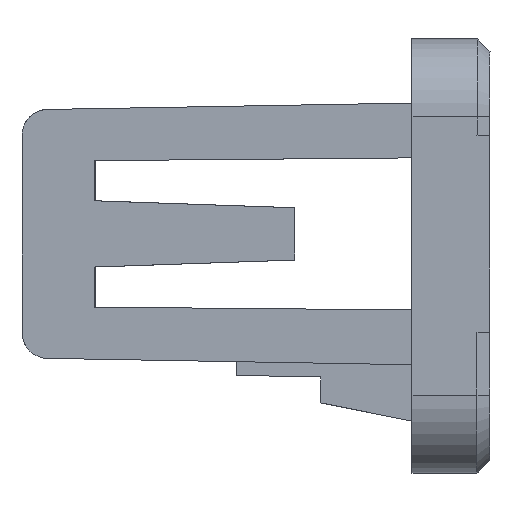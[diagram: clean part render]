
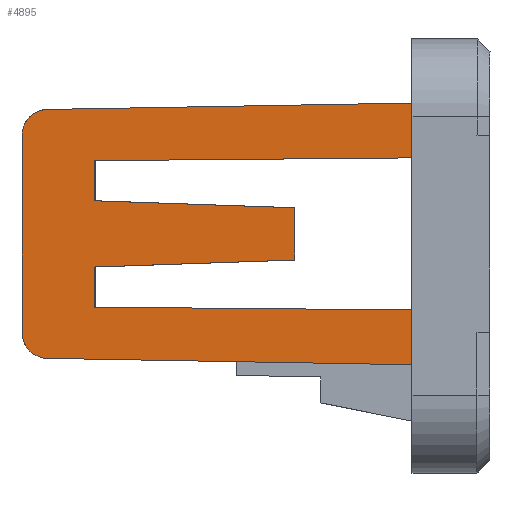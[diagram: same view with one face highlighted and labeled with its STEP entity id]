
A CAD part, front view. The second image highlights one B-rep face of the part: STEP entity #4895.
In plain terms, the highlighted planar face has unit normal (-0.009, -1, 0).
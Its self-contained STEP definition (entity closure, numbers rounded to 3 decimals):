
#534=CARTESIAN_POINT('',(-3.,-12.783,3.78));
#535=VERTEX_POINT('',#534);
#542=CARTESIAN_POINT('',(-3.,-12.783,2.924));
#543=VERTEX_POINT('',#542);
#544=CARTESIAN_POINT('',(-3.,-12.783,2.924));
#545=DIRECTION('',(0.,0.,1.));
#546=VECTOR('',#545,0.856);
#547=LINE('',#544,#546);
#548=EDGE_CURVE('',#543,#535,#547,.T.);
#550=CARTESIAN_POINT('',(-3.,-12.783,-2.924));
#551=VERTEX_POINT('',#550);
#558=CARTESIAN_POINT('',(-3.,-12.783,-3.78));
#559=VERTEX_POINT('',#558);
#560=CARTESIAN_POINT('',(-3.,-12.783,-3.78));
#561=DIRECTION('',(0.,0.,1.));
#562=VECTOR('',#561,0.856);
#563=LINE('',#560,#562);
#564=EDGE_CURVE('',#559,#551,#563,.T.);
#3144=CARTESIAN_POINT('',(-15.196,-12.676,2.817));
#3145=VERTEX_POINT('',#3144);
#3146=CARTESIAN_POINT('',(-15.196,-12.676,2.817));
#3147=DIRECTION('',(1.,-0.009,0.009));
#3148=VECTOR('',#3147,12.197);
#3149=LINE('',#3146,#3148);
#3150=EDGE_CURVE('',#3145,#543,#3149,.T.);
#4757=CARTESIAN_POINT('',(-1.,-12.8,3.85));
#4758=VERTEX_POINT('',#4757);
#4765=CARTESIAN_POINT('',(-1.,-12.8,3.85));
#4766=DIRECTION('',(-0.999,0.009,-0.035));
#4767=VECTOR('',#4766,2.001);
#4768=LINE('',#4765,#4767);
#4769=EDGE_CURVE('',#4758,#535,#4768,.T.);
#4776=CARTESIAN_POINT('',(-21.254,-12.623,6.08));
#4777=DIRECTION('',(0.,0.,-1.));
#4778=DIRECTION('',(-0.009,-1.,-0.));
#4779=AXIS2_PLACEMENT_3D('',#4776,#4778,#4777);
#4780=PLANE('',#4779);
#4781=CARTESIAN_POINT('',(-15.196,-12.676,-1.274));
#4782=VERTEX_POINT('',#4781);
#4783=CARTESIAN_POINT('',(-15.196,-12.676,-2.817));
#4784=VERTEX_POINT('',#4783);
#4785=CARTESIAN_POINT('',(-15.196,-12.676,-1.274));
#4786=DIRECTION('',(0.,0.,-1.));
#4787=VECTOR('',#4786,1.543);
#4788=LINE('',#4785,#4787);
#4789=EDGE_CURVE('',#4782,#4784,#4788,.T.);
#4790=ORIENTED_EDGE('',*,*,#4789,.F.);
#4791=CARTESIAN_POINT('',(-7.5,-12.743,-1.005));
#4792=VERTEX_POINT('',#4791);
#4793=CARTESIAN_POINT('',(-7.5,-12.743,-1.005));
#4794=DIRECTION('',(-0.999,0.009,-0.035));
#4795=VECTOR('',#4794,7.701);
#4796=LINE('',#4793,#4795);
#4797=EDGE_CURVE('',#4792,#4782,#4796,.T.);
#4798=ORIENTED_EDGE('',*,*,#4797,.F.);
#4799=CARTESIAN_POINT('',(-7.5,-12.743,1.005));
#4800=VERTEX_POINT('',#4799);
#4801=CARTESIAN_POINT('',(-7.5,-12.743,1.005));
#4802=DIRECTION('',(0.,0.,-1.));
#4803=VECTOR('',#4802,2.01);
#4804=LINE('',#4801,#4803);
#4805=EDGE_CURVE('',#4800,#4792,#4804,.T.);
#4806=ORIENTED_EDGE('',*,*,#4805,.F.);
#4807=CARTESIAN_POINT('',(-15.196,-12.676,1.274));
#4808=VERTEX_POINT('',#4807);
#4809=CARTESIAN_POINT('',(-15.196,-12.676,1.274));
#4810=DIRECTION('',(0.999,-0.009,-0.035));
#4811=VECTOR('',#4810,7.701);
#4812=LINE('',#4809,#4811);
#4813=EDGE_CURVE('',#4808,#4800,#4812,.T.);
#4814=ORIENTED_EDGE('',*,*,#4813,.F.);
#4815=CARTESIAN_POINT('',(-15.196,-12.676,2.817));
#4816=DIRECTION('',(0.,0.,-1.));
#4817=VECTOR('',#4816,1.543);
#4818=LINE('',#4815,#4817);
#4819=EDGE_CURVE('',#3145,#4808,#4818,.T.);
#4820=ORIENTED_EDGE('',*,*,#4819,.F.);
#4821=ORIENTED_EDGE('',*,*,#3150,.T.);
#4822=ORIENTED_EDGE('',*,*,#548,.T.);
#4823=ORIENTED_EDGE('',*,*,#4769,.F.);
#4824=CARTESIAN_POINT('',(-1.,-12.8,5.067));
#4825=VERTEX_POINT('',#4824);
#4826=CARTESIAN_POINT('',(-1.,-12.8,3.85));
#4827=DIRECTION('',(0.,0.,1.));
#4828=VECTOR('',#4827,1.217);
#4829=LINE('',#4826,#4828);
#4830=EDGE_CURVE('',#4758,#4825,#4829,.T.);
#4831=ORIENTED_EDGE('',*,*,#4830,.T.);
#4832=CARTESIAN_POINT('',(-17.017,-12.66,4.787));
#4833=VERTEX_POINT('',#4832);
#4834=CARTESIAN_POINT('',(-1.,-12.8,5.067));
#4835=DIRECTION('',(-1.,0.009,-0.017));
#4836=VECTOR('',#4835,16.021);
#4837=LINE('',#4834,#4836);
#4838=EDGE_CURVE('',#4825,#4833,#4837,.T.);
#4839=ORIENTED_EDGE('',*,*,#4838,.T.);
#4840=CARTESIAN_POINT('',(-18.,-12.652,3.787));
#4841=VERTEX_POINT('',#4840);
#4842=CARTESIAN_POINT('',(-17.017,-12.66,4.787));
#4843=CARTESIAN_POINT('',(-18.,-12.652,4.77));
#4844=CARTESIAN_POINT('',(-18.,-12.652,3.787));
#4845=(BOUNDED_CURVE()B_SPLINE_CURVE(2,(#4842,#4843,#4844),.UNSPECIFIED.,.F.,.U.)B_SPLINE_CURVE_WITH_KNOTS((3,3),(0.,1.),.UNSPECIFIED.)CURVE()GEOMETRIC_REPRESENTATION_ITEM()RATIONAL_B_SPLINE_CURVE((1.,0.713,1.))REPRESENTATION_ITEM(''));
#4846=EDGE_CURVE('',#4833,#4841,#4845,.T.);
#4847=ORIENTED_EDGE('',*,*,#4846,.T.);
#4848=CARTESIAN_POINT('',(-18.,-12.652,-3.787));
#4849=VERTEX_POINT('',#4848);
#4850=CARTESIAN_POINT('',(-18.,-12.652,3.787));
#4851=DIRECTION('',(0.,0.,-1.));
#4852=VECTOR('',#4851,7.575);
#4853=LINE('',#4850,#4852);
#4854=EDGE_CURVE('',#4841,#4849,#4853,.T.);
#4855=ORIENTED_EDGE('',*,*,#4854,.T.);
#4856=CARTESIAN_POINT('',(-17.017,-12.66,-4.787));
#4857=VERTEX_POINT('',#4856);
#4858=CARTESIAN_POINT('',(-18.,-12.652,-3.787));
#4859=CARTESIAN_POINT('',(-18.,-12.652,-4.77));
#4860=CARTESIAN_POINT('',(-17.017,-12.66,-4.787));
#4861=(BOUNDED_CURVE()B_SPLINE_CURVE(2,(#4858,#4859,#4860),.UNSPECIFIED.,.F.,.U.)B_SPLINE_CURVE_WITH_KNOTS((3,3),(0.,1.),.UNSPECIFIED.)CURVE()GEOMETRIC_REPRESENTATION_ITEM()RATIONAL_B_SPLINE_CURVE((1.,0.713,1.))REPRESENTATION_ITEM(''));
#4862=EDGE_CURVE('',#4849,#4857,#4861,.T.);
#4863=ORIENTED_EDGE('',*,*,#4862,.T.);
#4864=CARTESIAN_POINT('',(-1.,-12.8,-5.067));
#4865=VERTEX_POINT('',#4864);
#4866=CARTESIAN_POINT('',(-17.017,-12.66,-4.787));
#4867=DIRECTION('',(1.,-0.009,-0.017));
#4868=VECTOR('',#4867,16.021);
#4869=LINE('',#4866,#4868);
#4870=EDGE_CURVE('',#4857,#4865,#4869,.T.);
#4871=ORIENTED_EDGE('',*,*,#4870,.T.);
#4872=CARTESIAN_POINT('',(-1.,-12.8,-3.85));
#4873=VERTEX_POINT('',#4872);
#4874=CARTESIAN_POINT('',(-1.,-12.8,-5.067));
#4875=DIRECTION('',(0.,0.,1.));
#4876=VECTOR('',#4875,1.217);
#4877=LINE('',#4874,#4876);
#4878=EDGE_CURVE('',#4865,#4873,#4877,.T.);
#4879=ORIENTED_EDGE('',*,*,#4878,.T.);
#4880=CARTESIAN_POINT('',(-3.,-12.783,-3.78));
#4881=DIRECTION('',(0.999,-0.009,-0.035));
#4882=VECTOR('',#4881,2.001);
#4883=LINE('',#4880,#4882);
#4884=EDGE_CURVE('',#559,#4873,#4883,.T.);
#4885=ORIENTED_EDGE('',*,*,#4884,.F.);
#4886=ORIENTED_EDGE('',*,*,#564,.T.);
#4887=CARTESIAN_POINT('',(-15.196,-12.676,-2.817));
#4888=DIRECTION('',(1.,-0.009,-0.009));
#4889=VECTOR('',#4888,12.197);
#4890=LINE('',#4887,#4889);
#4891=EDGE_CURVE('',#4784,#551,#4890,.T.);
#4892=ORIENTED_EDGE('',*,*,#4891,.F.);
#4893=EDGE_LOOP('',(#4790,#4798,#4806,#4814,#4820,#4821,#4822,#4823,#4831,#4839,#4847,#4855,#4863,#4871,#4879,#4885,#4886,#4892));
#4894=FACE_OUTER_BOUND('',#4893,.T.);
#4895=ADVANCED_FACE('',(#4894),#4780,.T.);
